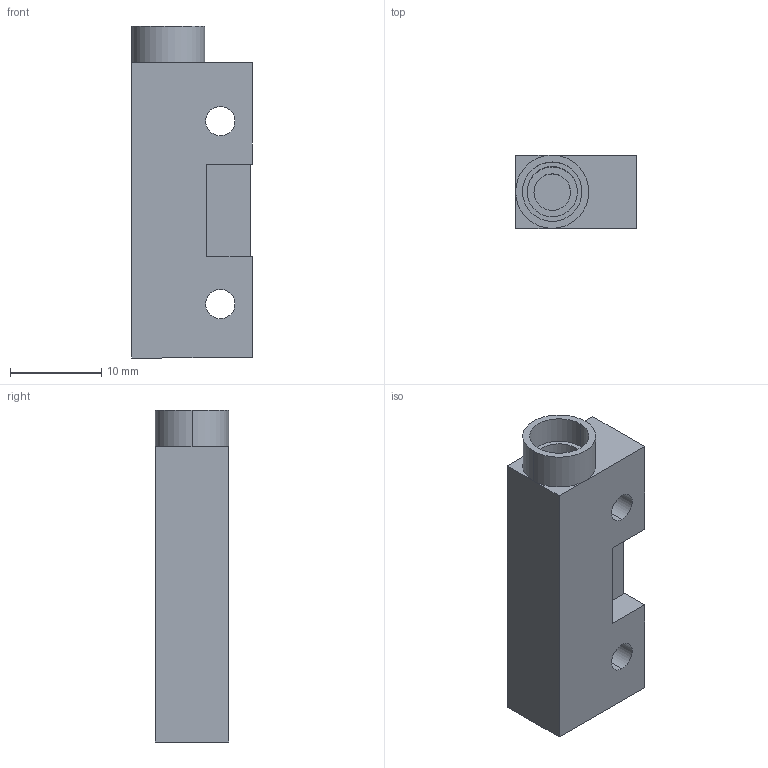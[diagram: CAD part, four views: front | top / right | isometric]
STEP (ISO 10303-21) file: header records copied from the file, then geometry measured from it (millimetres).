
FILE_DESCRIPTION (( 'STEP AP214' ), '1' );
FILE_NAME ('M302.STEP', '2021-12-30T09:23:12', ( '' ), ( '' ), 'SwSTEP 2.0', 'SolidWorks 2021', '' );
FILE_SCHEMA (( 'AUTOMOTIVE_DESIGN' ));
Length unit declared in the file: millimetre
Products named in the file (2): Corpo_0-5; M302
Assembly tree (1 placements, depth 2):
  M302
    Corpo_0-5
Bounding box: 13.2 x 8 x 36.3 mm (x, y, z)
Volume: 2412.6 mm3; surface area: 2428.8 mm2
Topology: 1 solids, 1 shells, 32 faces, 77 edges, 50 vertices
Faces by surface type: plane 20, cylinder 12
Entity records: 1009 total; most frequent: DIRECTION 175, CARTESIAN_POINT 163, ORIENTED_EDGE 154, EDGE_CURVE 77, AXIS2_PLACEMENT_3D 62, VECTOR 51, LINE 51, VERTEX_POINT 50
